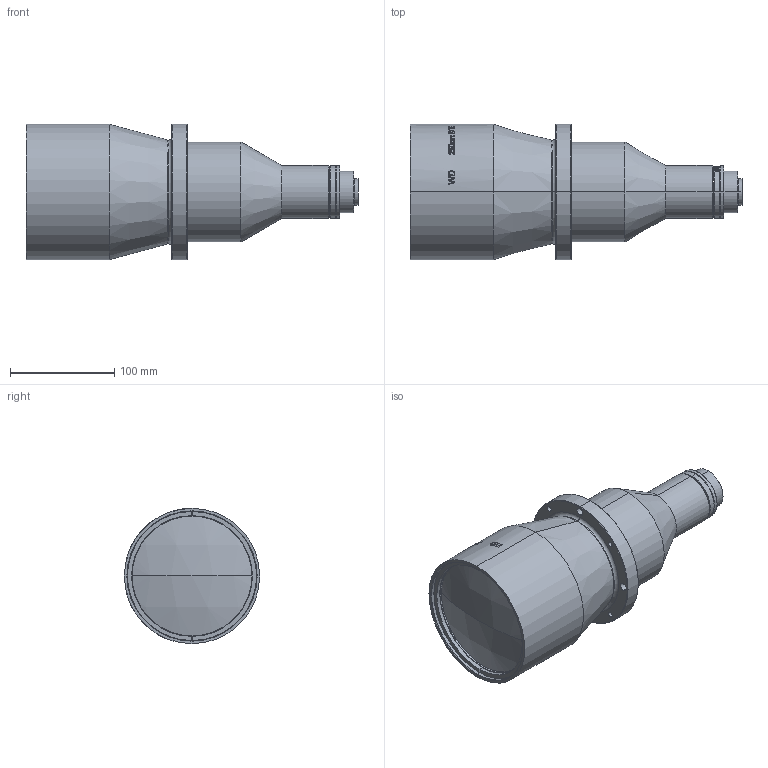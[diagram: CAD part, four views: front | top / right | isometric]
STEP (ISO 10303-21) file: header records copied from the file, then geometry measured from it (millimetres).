
FILE_DESCRIPTION (( 'STEP AP203' ), '1' );
FILE_NAME ('VA-LCM-TC-0-0.1X-WD250-015.STEP', '2019-01-23T00:54:47', ( 'User' ), ( 'China' ), 'SwSTEP 2.0', 'SolidWorks 2014', '' );
FILE_SCHEMA (( 'CONFIG_CONTROL_DESIGN' ));
Length unit declared in the file: millimetre
Products named in the file (1): VA-LCM-TC-0-0.1X-WD250-015
Bounding box: 319 x 130 x 130 mm (x, y, z)
Surface area: 137170 mm2 (no closed solid volume)
Topology: 0 solids, 24 shells, 178 faces, 880 edges, 722 vertices
Faces by surface type: cylinder 78, plane 45, cone 32, bspline 13, torus 6, sphere 4
Entity records: 18647 total; most frequent: CARTESIAN_POINT 12185, ORIENTED_EDGE 1184, DIRECTION 1167, EDGE_CURVE 878, VERTEX_POINT 722, AXIS2_PLACEMENT_3D 464, B_SPLINE_CURVE_WITH_KNOTS 341, CIRCLE 298
